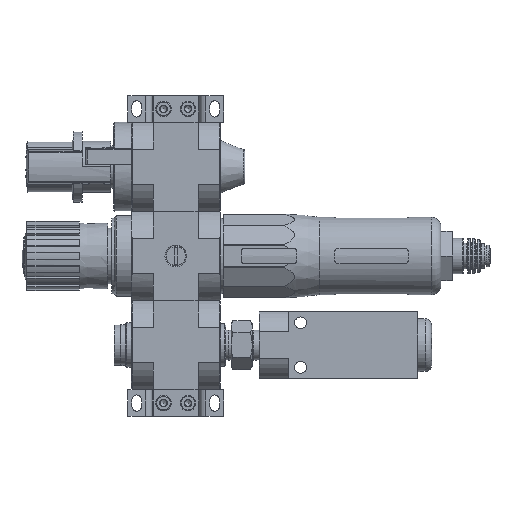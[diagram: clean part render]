
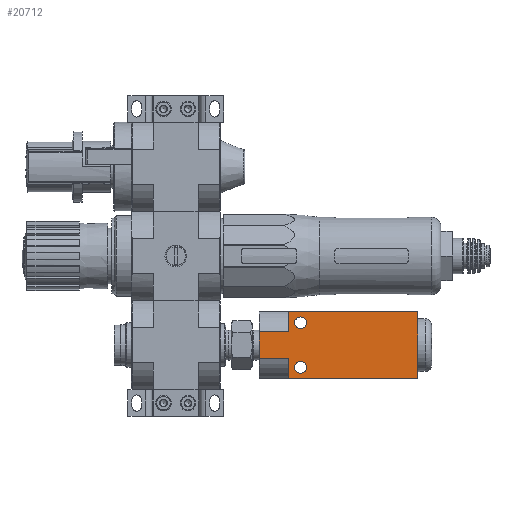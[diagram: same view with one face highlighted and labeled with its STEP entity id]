
A CAD part, left-side view. The second image highlights one B-rep face of the part: STEP entity #20712.
In plain terms, the highlighted planar face has unit normal (-1, 0, 0).
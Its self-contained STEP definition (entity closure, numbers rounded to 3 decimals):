
#2008=CIRCLE('',#29495,2.65);
#2009=CIRCLE('',#29496,2.65);
#6913=ORIENTED_EDGE('',*,*,#10334,.T.);
#6914=ORIENTED_EDGE('',*,*,#10335,.T.);
#6915=ORIENTED_EDGE('',*,*,#10336,.T.);
#6916=ORIENTED_EDGE('',*,*,#10337,.T.);
#6917=ORIENTED_EDGE('',*,*,#10338,.F.);
#6918=ORIENTED_EDGE('',*,*,#10075,.F.);
#6919=ORIENTED_EDGE('',*,*,#10339,.T.);
#6920=ORIENTED_EDGE('',*,*,#10340,.T.);
#6921=ORIENTED_EDGE('',*,*,#10341,.F.);
#6922=ORIENTED_EDGE('',*,*,#10332,.T.);
#10075=EDGE_CURVE('',#12258,#12252,#13705,.T.);
#10332=EDGE_CURVE('',#12469,#12468,#13931,.T.);
#10334=EDGE_CURVE('',#12470,#12470,#2008,.T.);
#10335=EDGE_CURVE('',#12471,#12471,#2009,.T.);
#10336=EDGE_CURVE('',#12468,#12472,#13933,.T.);
#10337=EDGE_CURVE('',#12472,#12473,#13934,.T.);
#10338=EDGE_CURVE('',#12252,#12473,#13935,.T.);
#10339=EDGE_CURVE('',#12258,#12474,#13936,.T.);
#10340=EDGE_CURVE('',#12474,#12475,#13937,.T.);
#10341=EDGE_CURVE('',#12469,#12475,#13938,.T.);
#12252=VERTEX_POINT('',#41900);
#12258=VERTEX_POINT('',#41912);
#12468=VERTEX_POINT('',#42446);
#12469=VERTEX_POINT('',#42448);
#12470=VERTEX_POINT('',#42452);
#12471=VERTEX_POINT('',#42454);
#12472=VERTEX_POINT('',#42456);
#12473=VERTEX_POINT('',#42458);
#12474=VERTEX_POINT('',#42461);
#12475=VERTEX_POINT('',#42463);
#13705=LINE('',#41913,#15192);
#13931=LINE('',#42447,#15418);
#13933=LINE('',#42455,#15420);
#13934=LINE('',#42457,#15421);
#13935=LINE('',#42459,#15422);
#13936=LINE('',#42460,#15423);
#13937=LINE('',#42462,#15424);
#13938=LINE('',#42464,#15425);
#15192=VECTOR('',#34805,1000.);
#15418=VECTOR('',#35195,1000.);
#15420=VECTOR('',#35203,1000.);
#15421=VECTOR('',#35204,1000.);
#15422=VECTOR('',#35205,1000.);
#15423=VECTOR('',#35206,1000.);
#15424=VECTOR('',#35207,1000.);
#15425=VECTOR('',#35208,1000.);
#17058=EDGE_LOOP('',(#6913));
#17059=EDGE_LOOP('',(#6914));
#17060=EDGE_LOOP('',(#6915,#6916,#6917,#6918,#6919,#6920,#6921,#6922));
#18728=FACE_BOUND('',#17058,.T.);
#18729=FACE_BOUND('',#17059,.T.);
#18730=FACE_BOUND('',#17060,.T.);
#19527=PLANE('',#29494);
#20712=ADVANCED_FACE('',(#18728,#18729,#18730),#19527,.F.);
#29494=AXIS2_PLACEMENT_3D('',#42450,#35197,#35198);
#29495=AXIS2_PLACEMENT_3D('',#42451,#35199,#35200);
#29496=AXIS2_PLACEMENT_3D('',#42453,#35201,#35202);
#34805=DIRECTION('',(0.,0.,-1.));
#35195=DIRECTION('',(0.,0.,-1.));
#35197=DIRECTION('',(1.,0.,0.));
#35198=DIRECTION('',(0.,0.,-1.));
#35199=DIRECTION('',(1.,0.,0.));
#35200=DIRECTION('',(0.,0.,-1.));
#35201=DIRECTION('',(1.,0.,0.));
#35202=DIRECTION('',(0.,0.,-1.));
#35203=DIRECTION('',(0.,-1.,0.));
#35204=DIRECTION('',(0.,0.,1.));
#35205=DIRECTION('',(0.,1.,0.));
#35206=DIRECTION('',(0.,1.,0.));
#35207=DIRECTION('',(0.,0.,1.));
#35208=DIRECTION('',(0.,-1.,0.));
#41900=CARTESIAN_POINT('',(0.,0.,-6.));
#41912=CARTESIAN_POINT('',(0.,0.,6.));
#41913=CARTESIAN_POINT('',(0.,0.,15.));
#42446=CARTESIAN_POINT('',(0.,71.2,-15.));
#42447=CARTESIAN_POINT('',(0.,71.2,15.));
#42448=CARTESIAN_POINT('',(0.,71.2,15.));
#42450=CARTESIAN_POINT('',(0.,71.2,15.));
#42451=CARTESIAN_POINT('',(0.,18.5,-10.));
#42452=CARTESIAN_POINT('',(0.,18.5,-12.65));
#42453=CARTESIAN_POINT('',(0.,18.5,10.));
#42454=CARTESIAN_POINT('',(0.,18.5,7.35));
#42455=CARTESIAN_POINT('',(0.,71.2,-15.));
#42456=CARTESIAN_POINT('',(0.,13.1,-15.));
#42457=CARTESIAN_POINT('',(0.,13.1,15.));
#42458=CARTESIAN_POINT('',(0.,13.1,-6.));
#42459=CARTESIAN_POINT('',(0.,-1.9,-6.));
#42460=CARTESIAN_POINT('',(0.,-1.9,6.));
#42461=CARTESIAN_POINT('',(0.,13.1,6.));
#42462=CARTESIAN_POINT('',(0.,13.1,15.));
#42463=CARTESIAN_POINT('',(0.,13.1,15.));
#42464=CARTESIAN_POINT('',(0.,71.2,15.));
